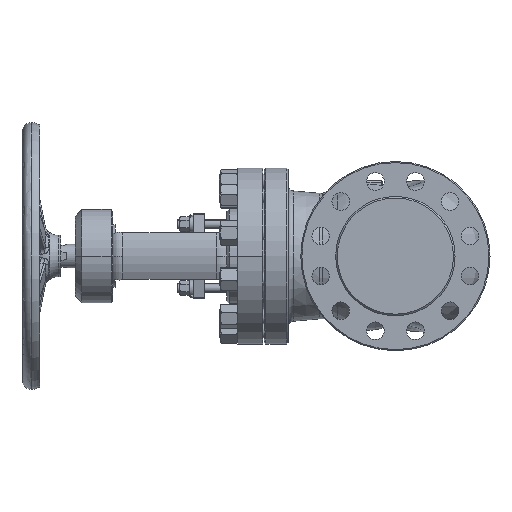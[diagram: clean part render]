
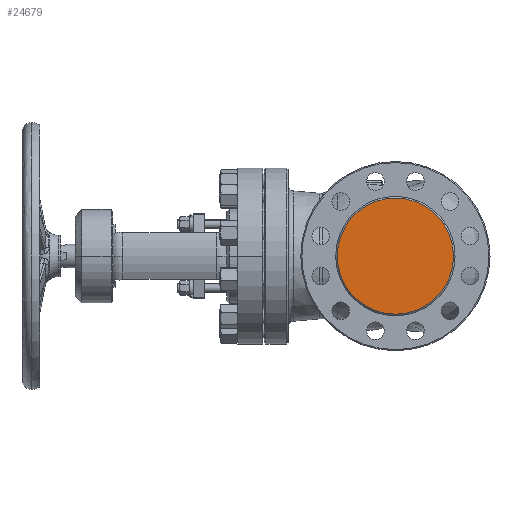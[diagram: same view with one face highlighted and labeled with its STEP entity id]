
A CAD part, left-side view. The second image highlights one B-rep face of the part: STEP entity #24679.
In plain terms, the highlighted planar face has unit normal (-1, 0, 0).
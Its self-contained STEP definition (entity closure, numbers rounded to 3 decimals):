
#8344 = CIRCLE ( 'NONE', #52662, 109. ) ;
#12207 = AXIS2_PLACEMENT_3D ( 'NONE', #49813, #23471, #54289 ) ;
#20376 = VERTEX_POINT ( 'NONE', #27472 ) ;
#23471 = DIRECTION ( 'NONE',  ( 1., 0., 0. ) ) ;
#23829 = DIRECTION ( 'NONE',  ( 1., 0., 0. ) ) ;
#24679 = ADVANCED_FACE ( 'NONE', ( #41091 ), #32089, .F. ) ;
#26157 = DIRECTION ( 'NONE',  ( 1., 0., 0. ) ) ;
#26630 = VERTEX_POINT ( 'NONE', #52700 ) ;
#26641 = CIRCLE ( 'NONE', #49179, 109. ) ;
#27418 = ORIENTED_EDGE ( 'NONE', *, *, #51818, .F. ) ;
#27472 = CARTESIAN_POINT ( 'NONE',  ( -275., 109., 0. ) ) ;
#32089 = PLANE ( 'NONE',  #12207 ) ;
#35839 = EDGE_CURVE ( 'NONE', #26630, #20376, #8344, .T. ) ;
#41091 = FACE_OUTER_BOUND ( 'NONE', #56987, .T. ) ;
#42096 = ORIENTED_EDGE ( 'NONE', *, *, #35839, .F. ) ;
#49179 = AXIS2_PLACEMENT_3D ( 'NONE', #52575, #26157, #57019 ) ;
#49813 = CARTESIAN_POINT ( 'NONE',  ( -275., 0., 0. ) ) ;
#50194 = CARTESIAN_POINT ( 'NONE',  ( -275., 0., 0. ) ) ;
#51818 = EDGE_CURVE ( 'NONE', #20376, #26630, #26641, .T. ) ;
#52575 = CARTESIAN_POINT ( 'NONE',  ( -275., 0., 0. ) ) ;
#52662 = AXIS2_PLACEMENT_3D ( 'NONE', #50194, #23829, #54652 ) ;
#52700 = CARTESIAN_POINT ( 'NONE',  ( -275., -109., 0. ) ) ;
#54289 = DIRECTION ( 'NONE',  ( 0., 1., 0. ) ) ;
#54652 = DIRECTION ( 'NONE',  ( 0., 1., 0. ) ) ;
#56987 = EDGE_LOOP ( 'NONE', ( #27418, #42096 ) ) ;
#57019 = DIRECTION ( 'NONE',  ( 0., 1., 0. ) ) ;
